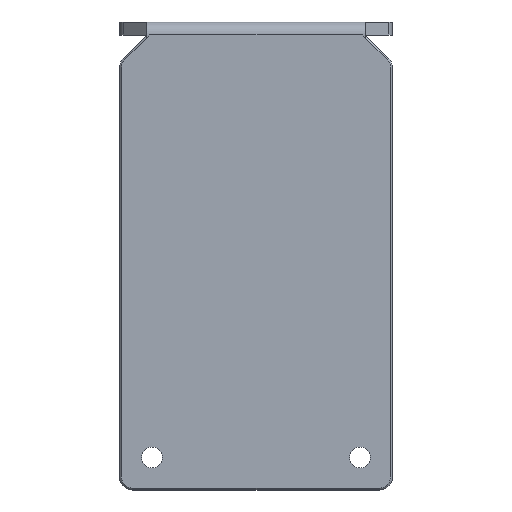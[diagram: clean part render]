
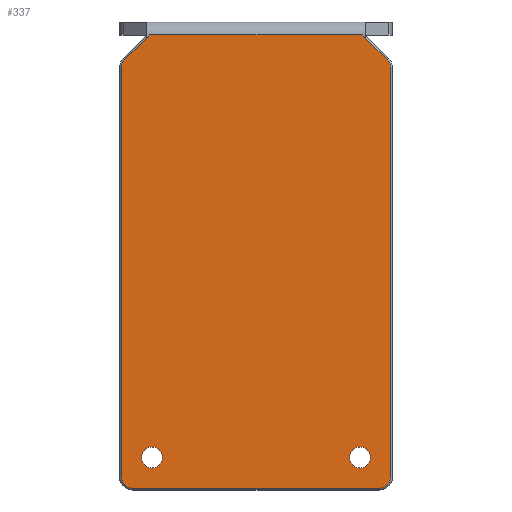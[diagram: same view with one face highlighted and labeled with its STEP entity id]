
A CAD part, top view. The second image highlights one B-rep face of the part: STEP entity #337.
In plain terms, the highlighted planar face has unit normal (0, 0, 1).
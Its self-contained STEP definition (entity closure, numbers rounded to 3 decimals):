
#1 = CARTESIAN_POINT ( 'NONE',  ( 20.7, -5.028, 24. ) ) ;
#30 = VECTOR ( 'NONE', #667, 1000. ) ;
#73 = DIRECTION ( 'NONE',  ( -1., 0., 0. ) ) ;
#82 = VECTOR ( 'NONE', #640, 1000. ) ;
#85 = CARTESIAN_POINT ( 'NONE',  ( 16., -65., 24. ) ) ;
#126 = CARTESIAN_POINT ( 'NONE',  ( 19., -5.028, 24. ) ) ;
#151 = AXIS2_PLACEMENT_3D ( 'NONE', #126, #157, #1724 ) ;
#157 = DIRECTION ( 'NONE',  ( 0., 0., 1. ) ) ;
#162 = CARTESIAN_POINT ( 'NONE',  ( -19., -5.028, 24. ) ) ;
#190 = ORIENTED_EDGE ( 'NONE', *, *, #895, .T. ) ;
#216 = EDGE_CURVE ( 'NONE', #1279, #1409, #1089, .T. ) ;
#225 = DIRECTION ( 'NONE',  ( -1., 0., 0. ) ) ;
#227 = DIRECTION ( 'NONE',  ( -1., 0., 0. ) ) ;
#233 = CIRCLE ( 'NONE', #899, 1.6 ) ;
#241 = VERTEX_POINT ( 'NONE', #800 ) ;
#242 = LINE ( 'NONE', #1595, #82 ) ;
#265 = CARTESIAN_POINT ( 'NONE',  ( 20.202, -3.826, 24. ) ) ;
#280 = EDGE_CURVE ( 'NONE', #328, #312, #658, .T. ) ;
#281 = CIRCLE ( 'NONE', #1661, 1.7 ) ;
#284 = ORIENTED_EDGE ( 'NONE', *, *, #494, .T. ) ;
#286 = DIRECTION ( 'NONE',  ( 0., -1., 0. ) ) ;
#301 = CARTESIAN_POINT ( 'NONE',  ( 19., -69.7, 24. ) ) ;
#303 = EDGE_CURVE ( 'NONE', #312, #1385, #242, .T. ) ;
#310 = ORIENTED_EDGE ( 'NONE', *, *, #1515, .T. ) ;
#312 = VERTEX_POINT ( 'NONE', #921 ) ;
#328 = VERTEX_POINT ( 'NONE', #265 ) ;
#337 = ADVANCED_FACE ( 'NONE', ( #1397, #1013, #1437 ), #1687, .F. ) ;
#348 = ORIENTED_EDGE ( 'NONE', *, *, #932, .T. ) ;
#356 = ORIENTED_EDGE ( 'NONE', *, *, #1705, .T. ) ;
#364 = VECTOR ( 'NONE', #825, 1000. ) ;
#365 = VECTOR ( 'NONE', #1324, 1000. ) ;
#372 = CARTESIAN_POINT ( 'NONE',  ( 16., -65., 24. ) ) ;
#378 = CARTESIAN_POINT ( 'NONE',  ( -14.4, -65., 24. ) ) ;
#390 = EDGE_CURVE ( 'NONE', #1667, #1131, #552, .T. ) ;
#408 = CARTESIAN_POINT ( 'NONE',  ( 19., -68., 24. ) ) ;
#450 = CARTESIAN_POINT ( 'NONE',  ( -17.6, -65., 24. ) ) ;
#469 = DIRECTION ( 'NONE',  ( -1., 0., 0. ) ) ;
#482 = CIRCLE ( 'NONE', #937, 1.6 ) ;
#487 = ORIENTED_EDGE ( 'NONE', *, *, #1215, .T. ) ;
#494 = EDGE_CURVE ( 'NONE', #1642, #1279, #1520, .T. ) ;
#499 = LINE ( 'NONE', #1044, #1318 ) ;
#500 = ORIENTED_EDGE ( 'NONE', *, *, #883, .T. ) ;
#529 = AXIS2_PLACEMENT_3D ( 'NONE', #612, #1259, #469 ) ;
#532 = CARTESIAN_POINT ( 'NONE',  ( 17.6, -65., 24. ) ) ;
#534 = ORIENTED_EDGE ( 'NONE', *, *, #303, .T. ) ;
#552 = CIRCLE ( 'NONE', #779, 1.6 ) ;
#612 = CARTESIAN_POINT ( 'NONE',  ( -16., -65., 24. ) ) ;
#639 = VERTEX_POINT ( 'NONE', #1634 ) ;
#640 = DIRECTION ( 'NONE',  ( -1., 0., 0. ) ) ;
#658 = LINE ( 'NONE', #906, #365 ) ;
#667 = DIRECTION ( 'NONE',  ( 0., 1., 0. ) ) ;
#710 = VECTOR ( 'NONE', #286, 1000. ) ;
#714 = CARTESIAN_POINT ( 'NONE',  ( 0., -69.7, 24. ) ) ;
#717 = EDGE_CURVE ( 'NONE', #1131, #1667, #233, .T. ) ;
#724 = EDGE_CURVE ( 'NONE', #960, #1121, #1629, .T. ) ;
#728 = CARTESIAN_POINT ( 'NONE',  ( -19., -68., 24. ) ) ;
#746 = CARTESIAN_POINT ( 'NONE',  ( 0., 0., 24. ) ) ;
#760 = EDGE_LOOP ( 'NONE', ( #534, #1478, #348, #487, #284, #1304, #190, #500, #356, #1394 ) ) ;
#768 = DIRECTION ( 'NONE',  ( -0.707, -0.707, 0. ) ) ;
#779 = AXIS2_PLACEMENT_3D ( 'NONE', #85, #1658, #1025 ) ;
#800 = CARTESIAN_POINT ( 'NONE',  ( 20.7, -68., 24. ) ) ;
#825 = DIRECTION ( 'NONE',  ( 1., 0., 0. ) ) ;
#866 = ORIENTED_EDGE ( 'NONE', *, *, #724, .T. ) ;
#883 = EDGE_CURVE ( 'NONE', #241, #1256, #1332, .T. ) ;
#889 = ORIENTED_EDGE ( 'NONE', *, *, #390, .T. ) ;
#890 = CARTESIAN_POINT ( 'NONE',  ( 14.4, -65., 24. ) ) ;
#895 = EDGE_CURVE ( 'NONE', #1409, #241, #1526, .T. ) ;
#899 = AXIS2_PLACEMENT_3D ( 'NONE', #372, #1140, #73 ) ;
#906 = CARTESIAN_POINT ( 'NONE',  ( 8.188, 8.188, 24. ) ) ;
#921 = CARTESIAN_POINT ( 'NONE',  ( 16.376, 0., 24. ) ) ;
#925 = ORIENTED_EDGE ( 'NONE', *, *, #717, .T. ) ;
#932 = EDGE_CURVE ( 'NONE', #956, #639, #281, .T. ) ;
#937 = AXIS2_PLACEMENT_3D ( 'NONE', #1423, #1699, #225 ) ;
#945 = DIRECTION ( 'NONE',  ( 0., 0., 1. ) ) ;
#950 = EDGE_LOOP ( 'NONE', ( #866, #310 ) ) ;
#956 = VERTEX_POINT ( 'NONE', #1365 ) ;
#959 = LINE ( 'NONE', #1344, #710 ) ;
#960 = VERTEX_POINT ( 'NONE', #450 ) ;
#1013 = FACE_BOUND ( 'NONE', #950, .T. ) ;
#1025 = DIRECTION ( 'NONE',  ( -1., 0., 0. ) ) ;
#1035 = DIRECTION ( 'NONE',  ( 0., 0., -1. ) ) ;
#1044 = CARTESIAN_POINT ( 'NONE',  ( -8.188, 8.188, 24. ) ) ;
#1060 = CARTESIAN_POINT ( 'NONE',  ( -20.7, -68., 24. ) ) ;
#1080 = CARTESIAN_POINT ( 'NONE',  ( -19., -69.7, 24. ) ) ;
#1089 = LINE ( 'NONE', #714, #364 ) ;
#1097 = EDGE_LOOP ( 'NONE', ( #925, #889 ) ) ;
#1115 = EDGE_CURVE ( 'NONE', #1385, #956, #499, .T. ) ;
#1121 = VERTEX_POINT ( 'NONE', #378 ) ;
#1124 = DIRECTION ( 'NONE',  ( 0., 0., 1. ) ) ;
#1131 = VERTEX_POINT ( 'NONE', #890 ) ;
#1140 = DIRECTION ( 'NONE',  ( 0., 0., -1. ) ) ;
#1215 = EDGE_CURVE ( 'NONE', #639, #1642, #959, .T. ) ;
#1256 = VERTEX_POINT ( 'NONE', #1 ) ;
#1259 = DIRECTION ( 'NONE',  ( 0., 0., -1. ) ) ;
#1261 = AXIS2_PLACEMENT_3D ( 'NONE', #746, #1035, #227 ) ;
#1264 = DIRECTION ( 'NONE',  ( -1., 0., 0. ) ) ;
#1279 = VERTEX_POINT ( 'NONE', #1080 ) ;
#1304 = ORIENTED_EDGE ( 'NONE', *, *, #216, .T. ) ;
#1318 = VECTOR ( 'NONE', #768, 1000. ) ;
#1324 = DIRECTION ( 'NONE',  ( -0.707, 0.707, 0. ) ) ;
#1332 = LINE ( 'NONE', #1604, #30 ) ;
#1344 = CARTESIAN_POINT ( 'NONE',  ( -20.7, 0., 24. ) ) ;
#1365 = CARTESIAN_POINT ( 'NONE',  ( -20.202, -3.826, 24. ) ) ;
#1385 = VERTEX_POINT ( 'NONE', #1534 ) ;
#1394 = ORIENTED_EDGE ( 'NONE', *, *, #280, .T. ) ;
#1397 = FACE_BOUND ( 'NONE', #1097, .T. ) ;
#1409 = VERTEX_POINT ( 'NONE', #301 ) ;
#1423 = CARTESIAN_POINT ( 'NONE',  ( -16., -65., 24. ) ) ;
#1434 = AXIS2_PLACEMENT_3D ( 'NONE', #408, #945, #1517 ) ;
#1437 = FACE_OUTER_BOUND ( 'NONE', #760, .T. ) ;
#1478 = ORIENTED_EDGE ( 'NONE', *, *, #1115, .T. ) ;
#1515 = EDGE_CURVE ( 'NONE', #1121, #960, #482, .T. ) ;
#1517 = DIRECTION ( 'NONE',  ( -1., 0., 0. ) ) ;
#1520 = CIRCLE ( 'NONE', #1603, 1.7 ) ;
#1526 = CIRCLE ( 'NONE', #1434, 1.7 ) ;
#1528 = DIRECTION ( 'NONE',  ( 0., 0., 1. ) ) ;
#1534 = CARTESIAN_POINT ( 'NONE',  ( -16.376, 0., 24. ) ) ;
#1557 = CIRCLE ( 'NONE', #151, 1.7 ) ;
#1595 = CARTESIAN_POINT ( 'NONE',  ( -16.8, 0., 24. ) ) ;
#1603 = AXIS2_PLACEMENT_3D ( 'NONE', #728, #1124, #1264 ) ;
#1604 = CARTESIAN_POINT ( 'NONE',  ( 20.7, 0., 24. ) ) ;
#1629 = CIRCLE ( 'NONE', #529, 1.6 ) ;
#1634 = CARTESIAN_POINT ( 'NONE',  ( -20.7, -5.028, 24. ) ) ;
#1642 = VERTEX_POINT ( 'NONE', #1060 ) ;
#1651 = DIRECTION ( 'NONE',  ( -1., 0., 0. ) ) ;
#1658 = DIRECTION ( 'NONE',  ( 0., 0., -1. ) ) ;
#1661 = AXIS2_PLACEMENT_3D ( 'NONE', #162, #1528, #1651 ) ;
#1667 = VERTEX_POINT ( 'NONE', #532 ) ;
#1687 = PLANE ( 'NONE',  #1261 ) ;
#1699 = DIRECTION ( 'NONE',  ( 0., 0., -1. ) ) ;
#1705 = EDGE_CURVE ( 'NONE', #1256, #328, #1557, .T. ) ;
#1724 = DIRECTION ( 'NONE',  ( -1., 0., 0. ) ) ;
